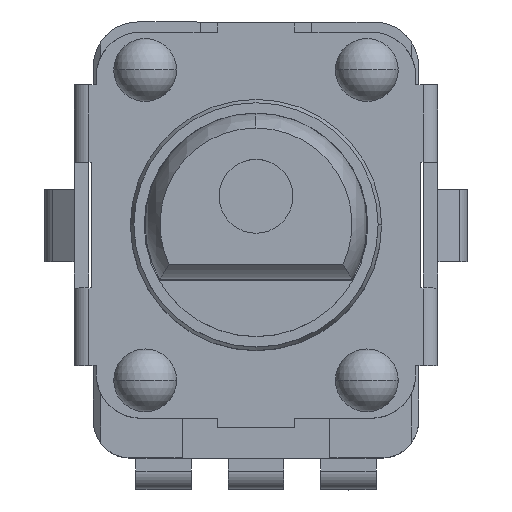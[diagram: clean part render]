
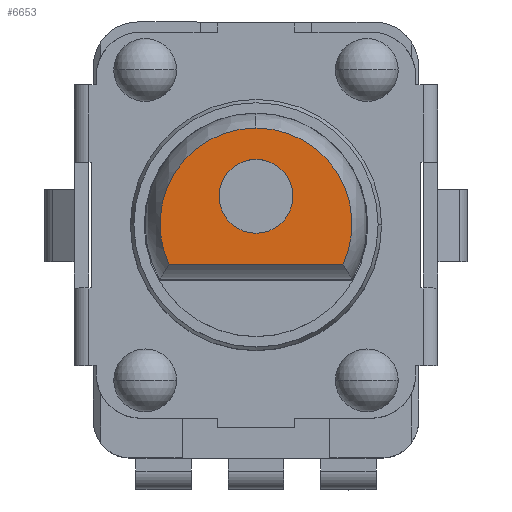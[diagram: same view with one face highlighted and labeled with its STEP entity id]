
A CAD part, top view. The second image highlights one B-rep face of the part: STEP entity #6653.
In plain terms, the highlighted face is planar.
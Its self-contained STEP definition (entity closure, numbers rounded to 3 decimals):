
#26 = DIRECTION ( 'NONE',  ( -1., 0., 0. ) ) ;
#837 = CARTESIAN_POINT ( 'NONE',  ( 0., 0.75, -18.525 ) ) ;
#997 = CIRCLE ( 'NONE', #4208, 1. ) ;
#1153 = EDGE_CURVE ( 'NONE', #12165, #13509, #5424, .T. ) ;
#1565 = VECTOR ( 'NONE', #4257, 1000. ) ;
#2355 = EDGE_CURVE ( 'NONE', #9195, #4788, #12608, .T. ) ;
#2724 = FACE_OUTER_BOUND ( 'NONE', #4051, .T. ) ;
#2835 = CARTESIAN_POINT ( 'NONE',  ( -2.355, -1.098, -18.525 ) ) ;
#3028 = CARTESIAN_POINT ( 'NONE',  ( 0., 0., -18.525 ) ) ;
#3423 = CIRCLE ( 'NONE', #11716, 2.598 ) ;
#3895 = VERTEX_POINT ( 'NONE', #2835 ) ;
#4051 = EDGE_LOOP ( 'NONE', ( #8681, #5618, #14307 ) ) ;
#4169 = DIRECTION ( 'NONE',  ( 0., 0., -1. ) ) ;
#4208 = AXIS2_PLACEMENT_3D ( 'NONE', #837, #4169, #6429 ) ;
#4257 = DIRECTION ( 'NONE',  ( 1., 0., 0. ) ) ;
#4696 = EDGE_CURVE ( 'NONE', #13509, #12165, #997, .T. ) ;
#4701 = DIRECTION ( 'NONE',  ( 0., 0., -1. ) ) ;
#4788 = VERTEX_POINT ( 'NONE', #6331 ) ;
#5424 = CIRCLE ( 'NONE', #6750, 1. ) ;
#5472 = AXIS2_PLACEMENT_3D ( 'NONE', #3028, #8643, #13098 ) ;
#5618 = ORIENTED_EDGE ( 'NONE', *, *, #12118, .T. ) ;
#5685 = PLANE ( 'NONE',  #10224 ) ;
#5777 = DIRECTION ( 'NONE',  ( 0., 0., 1. ) ) ;
#5864 = CARTESIAN_POINT ( 'NONE',  ( -1., 0.75, -18.525 ) ) ;
#6331 = CARTESIAN_POINT ( 'NONE',  ( 2.355, -1.098, -18.525 ) ) ;
#6429 = DIRECTION ( 'NONE',  ( 1., 0., 0. ) ) ;
#6653 = ADVANCED_FACE ( 'NONE', ( #10328, #2724 ), #5685, .F. ) ;
#6750 = AXIS2_PLACEMENT_3D ( 'NONE', #10351, #4701, #12185 ) ;
#8006 = EDGE_LOOP ( 'NONE', ( #10339, #8333 ) ) ;
#8333 = ORIENTED_EDGE ( 'NONE', *, *, #1153, .F. ) ;
#8643 = DIRECTION ( 'NONE',  ( 0., 0., -1. ) ) ;
#8681 = ORIENTED_EDGE ( 'NONE', *, *, #14633, .F. ) ;
#9195 = VERTEX_POINT ( 'NONE', #9613 ) ;
#9258 = DIRECTION ( 'NONE',  ( 0., 0., -1. ) ) ;
#9447 = CARTESIAN_POINT ( 'NONE',  ( 0., 0., -18.525 ) ) ;
#9613 = CARTESIAN_POINT ( 'NONE',  ( 0., 2.598, -18.525 ) ) ;
#9667 = LINE ( 'NONE', #14569, #1565 ) ;
#10224 = AXIS2_PLACEMENT_3D ( 'NONE', #12544, #5777, #26 ) ;
#10328 = FACE_BOUND ( 'NONE', #8006, .T. ) ;
#10339 = ORIENTED_EDGE ( 'NONE', *, *, #4696, .F. ) ;
#10351 = CARTESIAN_POINT ( 'NONE',  ( 0., 0.75, -18.525 ) ) ;
#11716 = AXIS2_PLACEMENT_3D ( 'NONE', #9447, #9258, #12836 ) ;
#12118 = EDGE_CURVE ( 'NONE', #3895, #9195, #3423, .T. ) ;
#12165 = VERTEX_POINT ( 'NONE', #5864 ) ;
#12185 = DIRECTION ( 'NONE',  ( 1., 0., 0. ) ) ;
#12291 = CARTESIAN_POINT ( 'NONE',  ( 1., 0.75, -18.525 ) ) ;
#12544 = CARTESIAN_POINT ( 'NONE',  ( 0., 0., -18.525 ) ) ;
#12608 = CIRCLE ( 'NONE', #5472, 2.598 ) ;
#12836 = DIRECTION ( 'NONE',  ( 1., 0., 0. ) ) ;
#13098 = DIRECTION ( 'NONE',  ( 1., 0., 0. ) ) ;
#13509 = VERTEX_POINT ( 'NONE', #12291 ) ;
#14307 = ORIENTED_EDGE ( 'NONE', *, *, #2355, .T. ) ;
#14569 = CARTESIAN_POINT ( 'NONE',  ( -4.026, -1.098, -18.525 ) ) ;
#14633 = EDGE_CURVE ( 'NONE', #3895, #4788, #9667, .T. ) ;
